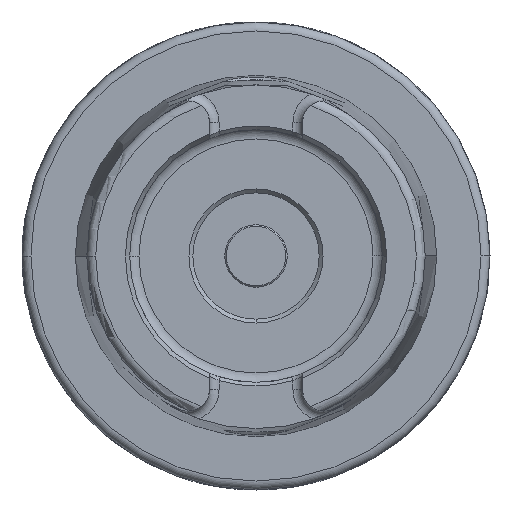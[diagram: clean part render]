
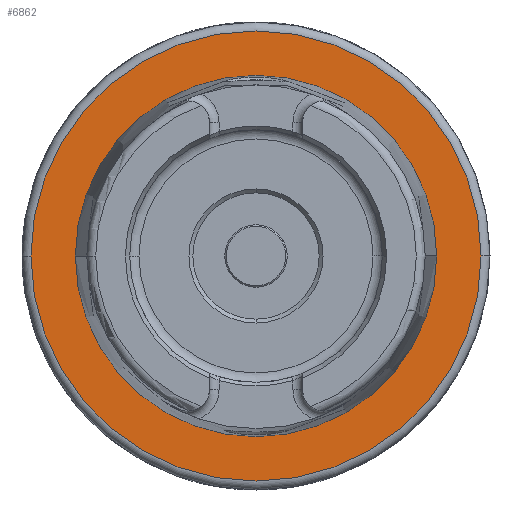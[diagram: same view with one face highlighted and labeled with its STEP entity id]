
A CAD part, left-side view. The second image highlights one B-rep face of the part: STEP entity #6862.
In plain terms, the highlighted planar face has unit normal (-1, 0, 0).
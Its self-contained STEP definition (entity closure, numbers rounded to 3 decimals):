
#1232 = EDGE_CURVE ( 'NONE', #3537, #6922, #9571, .T. ) ;
#2174 = DIRECTION ( 'NONE',  ( 0., 1., 0. ) ) ;
#2175 = DIRECTION ( 'NONE',  ( 1., 0., 0. ) ) ;
#2176 = CARTESIAN_POINT ( 'NONE',  ( 0., 0., 0. ) ) ;
#2177 = AXIS2_PLACEMENT_3D ( 'NONE', #2176, #2175, #2174 ) ;
#2181 = CIRCLE ( 'NONE', #2177, 30.3 ) ;
#2327 = CARTESIAN_POINT ( 'NONE',  ( 0., 24.321, 0. ) ) ;
#2328 = AXIS2_PLACEMENT_3D ( 'NONE', #2327, #2349, #2348 ) ;
#2329 = PLANE ( 'NONE',  #2328 ) ;
#2330 = FACE_OUTER_BOUND ( 'NONE', #6857, .T. ) ;
#2331 = FACE_BOUND ( 'NONE', #6789, .T. ) ;
#2348 = DIRECTION ( 'NONE',  ( 0., -1., 0. ) ) ;
#2349 = DIRECTION ( 'NONE',  ( -1., 0., 0. ) ) ;
#2515 = CARTESIAN_POINT ( 'NONE',  ( 0., -24.321, 0. ) ) ;
#3537 = VERTEX_POINT ( 'NONE', #11392 ) ;
#3566 = EDGE_CURVE ( 'NONE', #3695, #3567, #11502, .T. ) ;
#3567 = VERTEX_POINT ( 'NONE', #11497 ) ;
#3695 = VERTEX_POINT ( 'NONE', #11558 ) ;
#4741 = DIRECTION ( 'NONE',  ( 0., 1., 0. ) ) ;
#4742 = DIRECTION ( 'NONE',  ( 1., 0., 0. ) ) ;
#4743 = CARTESIAN_POINT ( 'NONE',  ( 0., 0., 0. ) ) ;
#4744 = AXIS2_PLACEMENT_3D ( 'NONE', #4743, #4742, #4741 ) ;
#4745 = CIRCLE ( 'NONE', #4744, 24.321 ) ;
#6789 = EDGE_LOOP ( 'NONE', ( #6866, #6865 ) ) ;
#6790 = ORIENTED_EDGE ( 'NONE', *, *, #6794, .F. ) ;
#6792 = ORIENTED_EDGE ( 'NONE', *, *, #3566, .F. ) ;
#6794 = EDGE_CURVE ( 'NONE', #3567, #3695, #2181, .T. ) ;
#6857 = EDGE_LOOP ( 'NONE', ( #6792, #6790 ) ) ;
#6862 = ADVANCED_FACE ( 'NONE', ( #2331, #2330 ), #2329, .T. ) ;
#6865 = ORIENTED_EDGE ( 'NONE', *, *, #12297, .T. ) ;
#6866 = ORIENTED_EDGE ( 'NONE', *, *, #1232, .T. ) ;
#6922 = VERTEX_POINT ( 'NONE', #2515 ) ;
#9567 = DIRECTION ( 'NONE',  ( 0., 1., 0. ) ) ;
#9568 = DIRECTION ( 'NONE',  ( 1., 0., 0. ) ) ;
#9569 = CARTESIAN_POINT ( 'NONE',  ( 0., 0., 0. ) ) ;
#9570 = AXIS2_PLACEMENT_3D ( 'NONE', #9569, #9568, #9567 ) ;
#9571 = CIRCLE ( 'NONE', #9570, 24.321 ) ;
#11392 = CARTESIAN_POINT ( 'NONE',  ( 0., 24.321, 0. ) ) ;
#11497 = CARTESIAN_POINT ( 'NONE',  ( 0., -30.3, 0. ) ) ;
#11498 = DIRECTION ( 'NONE',  ( 0., 1., 0. ) ) ;
#11499 = DIRECTION ( 'NONE',  ( 1., 0., 0. ) ) ;
#11500 = CARTESIAN_POINT ( 'NONE',  ( 0., 0., 0. ) ) ;
#11501 = AXIS2_PLACEMENT_3D ( 'NONE', #11500, #11499, #11498 ) ;
#11502 = CIRCLE ( 'NONE', #11501, 30.3 ) ;
#11558 = CARTESIAN_POINT ( 'NONE',  ( 0., 30.3, 0. ) ) ;
#12297 = EDGE_CURVE ( 'NONE', #6922, #3537, #4745, .T. ) ;
